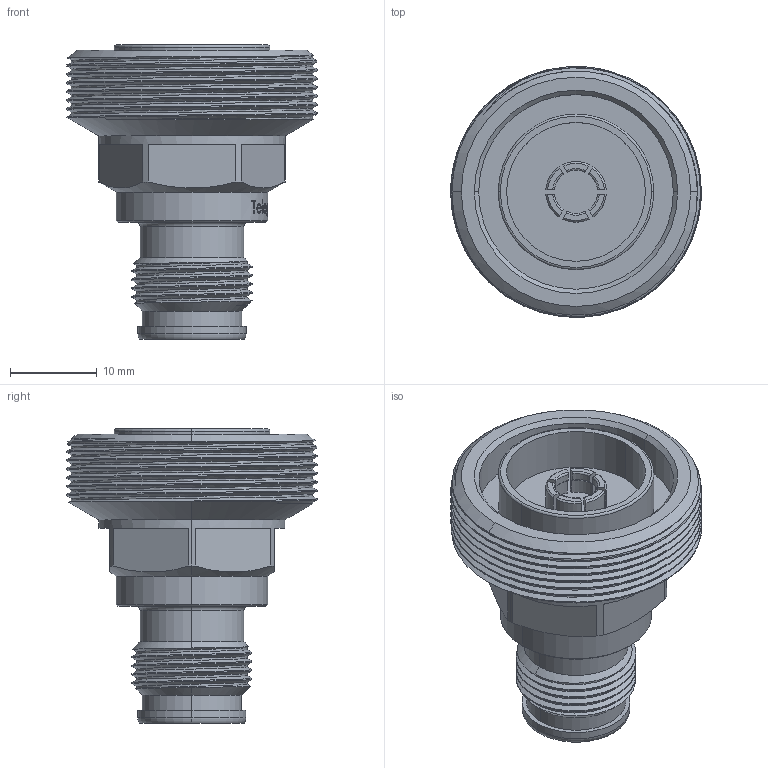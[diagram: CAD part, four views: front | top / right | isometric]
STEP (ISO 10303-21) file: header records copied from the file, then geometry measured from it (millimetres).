
FILE_DESCRIPTION (( 'STEP AP214' ), '1' );
FILE_NAME ('J01122A0019.STEP', '2018-08-02T11:51:38', ( '' ), ( '' ), 'SwSTEP 2.0', 'SolidWorks 2017', '' );
FILE_SCHEMA (( 'AUTOMOTIVE_DESIGN' ));
Length unit declared in the file: millimetre
Products named in the file (1): J01122A0019
Bounding box: 29 x 28.97 x 34 mm (x, y, z)
Volume: 8626.9 mm3; surface area: 4867.1 mm2
Topology: 1 solids, 1 shells, 424 faces, 1122 edges, 738 vertices
Faces by surface type: plane 126, cylinder 95, bspline 89, cone 75, torus 39
Entity records: 27536 total; most frequent: CARTESIAN_POINT 13458, ORIENTED_EDGE 2244, DIRECTION 1553, EDGE_CURVE 1122, VERTEX_POINT 738, AXIS2_PLACEMENT_3D 611, EDGE_LOOP 462, B_SPLINE_CURVE_WITH_KNOTS 438
